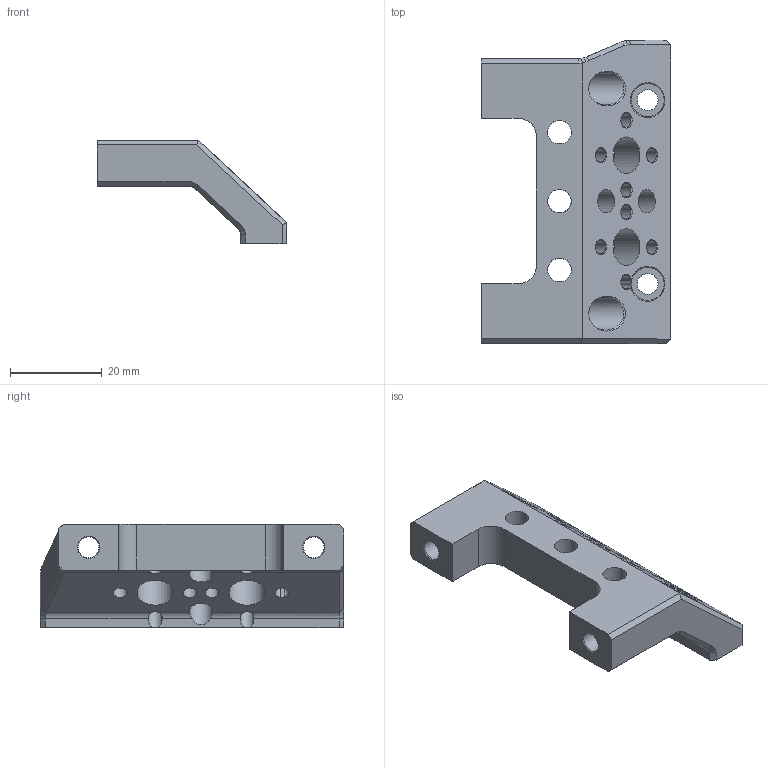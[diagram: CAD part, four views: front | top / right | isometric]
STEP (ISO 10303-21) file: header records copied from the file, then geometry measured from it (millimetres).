
FILE_DESCRIPTION(/* description */ (''),/* implementation_level */ '2;1');
FILE_NAME(/* name */ 'CONNECTION PLATE_REV.01.step',/* time_stamp */ '2021-03-29T11:10:35-03:00',/* author */ (''),/* organization */ (''),/* preprocessor_version */ 'ST-DEVELOPER v18.1',/* originating_system */ 'Autodesk Translation Framework v9.10.0.1330',/* authorisation */ '');
FILE_SCHEMA (('AUTOMOTIVE_DESIGN { 1 0 10303 214 3 1 1 }'));
Length unit declared in the file: millimetre
Products named in the file (1): CONNECTION PLATE
Bounding box: 41.2 x 66 x 22.5 mm (x, y, z)
Volume: 17133.9 mm3; surface area: 9698 mm2
Topology: 1 solids, 1 shells, 106 faces, 295 edges, 187 vertices
Faces by surface type: cylinder 35, plane 34, bspline 21, cone 16
Full cylindrical faces by diameter (mm): 3 x7, 4.5 x4, 5.116 x5, 7.2 x4, 7.94 x2
Entity records: 4165 total; most frequent: CARTESIAN_POINT 1483, ORIENTED_EDGE 590, DIRECTION 478, EDGE_CURVE 295, VERTEX_POINT 187, AXIS2_PLACEMENT_3D 168, LINE 142, VECTOR 142
